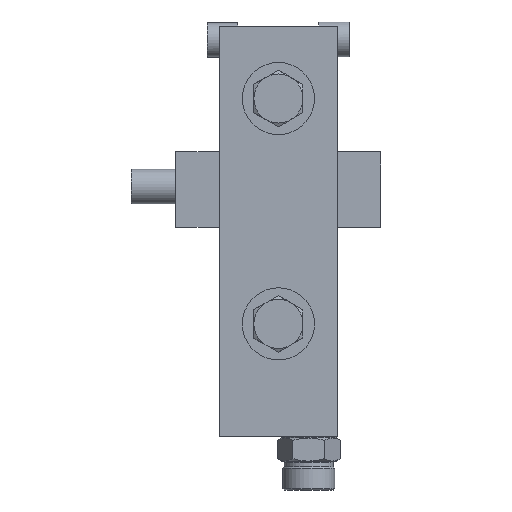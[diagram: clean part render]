
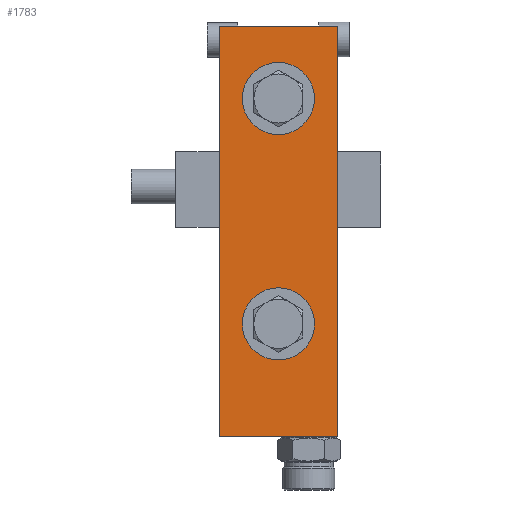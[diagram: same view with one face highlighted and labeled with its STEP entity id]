
A CAD part, front view. The second image highlights one B-rep face of the part: STEP entity #1783.
In plain terms, the highlighted planar face has unit normal (0, -1, 0).
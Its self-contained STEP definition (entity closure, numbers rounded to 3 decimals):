
#135=LINE('',#6722,#710);
#227=LINE('',#6909,#802);
#387=LINE('',#7215,#962);
#388=LINE('',#7216,#963);
#710=VECTOR('',#5363,1.);
#802=VECTOR('',#5459,1.);
#962=VECTOR('',#5701,1.);
#963=VECTOR('',#5702,1.);
#1319=PLANE('',#4951);
#1783=ADVANCED_FACE('',(#1998,#1999,#2000),#1319,.F.);
#1998=FACE_BOUND('',#2111,.T.);
#1999=FACE_BOUND('',#2112,.T.);
#2000=FACE_BOUND('',#2113,.T.);
#2111=EDGE_LOOP('',(#2832));
#2112=EDGE_LOOP('',(#2833));
#2113=EDGE_LOOP('',(#2834,#2835,#2836,#2837));
#2832=ORIENTED_EDGE('',*,*,#4126,.F.);
#2833=ORIENTED_EDGE('',*,*,#4158,.F.);
#2834=ORIENTED_EDGE('',*,*,#4517,.F.);
#2835=ORIENTED_EDGE('',*,*,#4260,.T.);
#2836=ORIENTED_EDGE('',*,*,#4518,.F.);
#2837=ORIENTED_EDGE('',*,*,#4353,.F.);
#3677=VERTEX_POINT('',#6376);
#3697=VERTEX_POINT('',#6479);
#3787=VERTEX_POINT('',#6721);
#3788=VERTEX_POINT('',#6723);
#3880=VERTEX_POINT('',#6908);
#3881=VERTEX_POINT('',#6910);
#4126=EDGE_CURVE('',#3677,#3677,#4804,.T.);
#4158=EDGE_CURVE('',#3697,#3697,#4812,.T.);
#4260=EDGE_CURVE('',#3788,#3787,#135,.T.);
#4353=EDGE_CURVE('',#3880,#3881,#227,.T.);
#4517=EDGE_CURVE('',#3788,#3880,#387,.T.);
#4518=EDGE_CURVE('',#3881,#3787,#388,.T.);
#4804=CIRCLE('',#4860,12.5);
#4812=CIRCLE('',#4883,12.5);
#4860=AXIS2_PLACEMENT_3D('',#6375,#5175,#5176);
#4883=AXIS2_PLACEMENT_3D('',#6478,#5233,#5234);
#4951=AXIS2_PLACEMENT_3D('',#7217,#5703,#5704);
#5175=DIRECTION('',(0.,-1.,0.));
#5176=DIRECTION('',(0.,0.,1.));
#5233=DIRECTION('',(0.,-1.,0.));
#5234=DIRECTION('',(0.,0.,1.));
#5363=DIRECTION('',(0.,0.,-1.));
#5459=DIRECTION('',(0.,0.,-1.));
#5701=DIRECTION('',(1.,0.,0.));
#5702=DIRECTION('',(-1.,0.,0.));
#5703=DIRECTION('',(0.,1.,0.));
#5704=DIRECTION('',(0.,0.,1.));
#6375=CARTESIAN_POINT('',(0.,-55.,0.));
#6376=CARTESIAN_POINT('',(0.,-55.,12.5));
#6478=CARTESIAN_POINT('',(0.,-55.,-78.));
#6479=CARTESIAN_POINT('',(0.,-55.,-65.5));
#6721=CARTESIAN_POINT('',(-20.5,-55.,-117.));
#6722=CARTESIAN_POINT('',(-20.5,-55.,10.));
#6723=CARTESIAN_POINT('',(-20.5,-55.,24.95));
#6908=CARTESIAN_POINT('',(20.5,-55.,24.95));
#6909=CARTESIAN_POINT('',(20.5,-55.,25.));
#6910=CARTESIAN_POINT('',(20.5,-55.,-117.));
#7215=CARTESIAN_POINT('',(20.5,-55.,24.95));
#7216=CARTESIAN_POINT('',(20.5,-55.,-117.));
#7217=CARTESIAN_POINT('',(20.5,-55.,10.));
